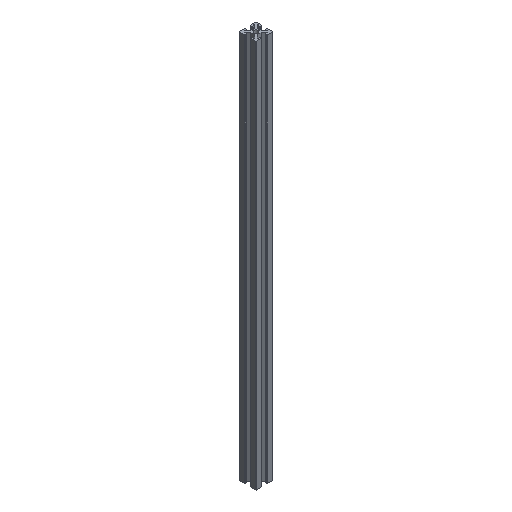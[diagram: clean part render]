
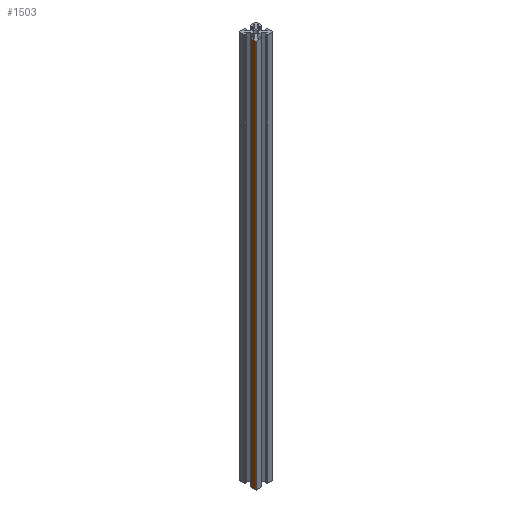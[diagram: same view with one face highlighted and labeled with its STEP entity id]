
A CAD part, isometric view. The second image highlights one B-rep face of the part: STEP entity #1503.
In plain terms, the highlighted planar face has unit normal (-1, 0, 0).
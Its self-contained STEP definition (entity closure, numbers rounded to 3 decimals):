
#138=FACE_OUTER_BOUND('',#215,.T.);
#215=EDGE_LOOP('',(#987,#988,#989,#990));
#294=LINE('',#2240,#445);
#295=LINE('',#2242,#446);
#296=LINE('',#2244,#447);
#297=LINE('',#2245,#448);
#445=VECTOR('',#1761,230.);
#446=VECTOR('',#1762,3.1);
#447=VECTOR('',#1763,230.);
#448=VECTOR('',#1764,3.1);
#596=VERTEX_POINT('',#2238);
#597=VERTEX_POINT('',#2239);
#598=VERTEX_POINT('',#2241);
#599=VERTEX_POINT('',#2243);
#750=EDGE_CURVE('',#596,#597,#294,.T.);
#751=EDGE_CURVE('',#596,#598,#295,.T.);
#752=EDGE_CURVE('',#599,#598,#296,.T.);
#753=EDGE_CURVE('',#599,#597,#297,.T.);
#987=ORIENTED_EDGE('',*,*,#750,.F.);
#988=ORIENTED_EDGE('',*,*,#751,.T.);
#989=ORIENTED_EDGE('',*,*,#752,.F.);
#990=ORIENTED_EDGE('',*,*,#753,.T.);
#1461=PLANE('',#1594);
#1503=ADVANCED_FACE('',(#138),#1461,.T.);
#1594=AXIS2_PLACEMENT_3D('',#2237,#1759,#1760);
#1759=DIRECTION('center_axis',(-1.,0.,0.));
#1760=DIRECTION('ref_axis',(0.,-1.,0.));
#1761=DIRECTION('',(0.,0.,1.));
#1762=DIRECTION('',(0.,-1.,0.));
#1763=DIRECTION('',(0.,0.,-1.));
#1764=DIRECTION('',(0.,1.,0.));
#2237=CARTESIAN_POINT('Origin',(-5.,-5.,100.));
#2238=CARTESIAN_POINT('',(-5.,-1.7,0.));
#2239=CARTESIAN_POINT('',(-5.,-1.7,230.));
#2240=CARTESIAN_POINT('',(-5.,-1.7,0.));
#2241=CARTESIAN_POINT('',(-5.,-4.8,0.));
#2242=CARTESIAN_POINT('',(-5.,-1.7,0.));
#2243=CARTESIAN_POINT('',(-5.,-4.8,230.));
#2244=CARTESIAN_POINT('',(-5.,-4.8,230.));
#2245=CARTESIAN_POINT('',(-5.,-4.8,230.));
